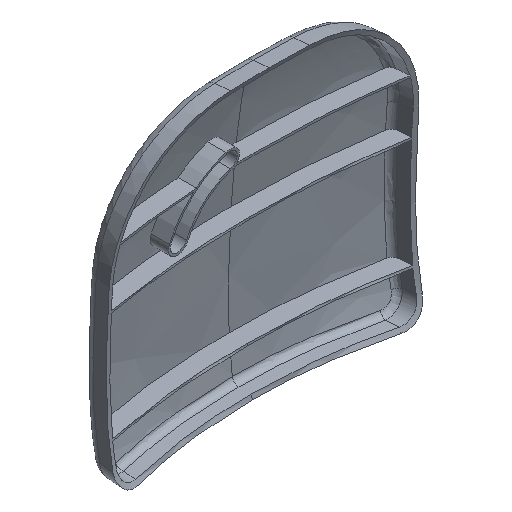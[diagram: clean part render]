
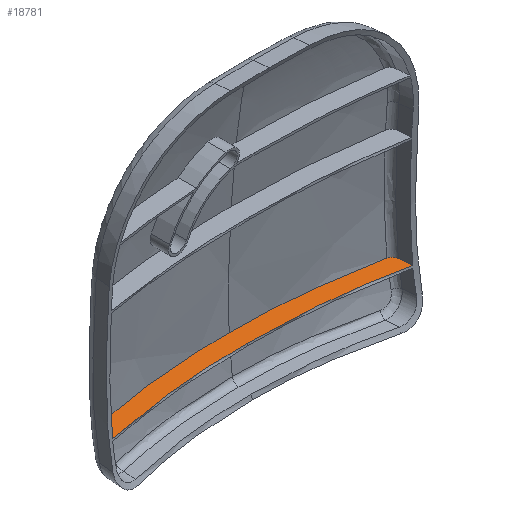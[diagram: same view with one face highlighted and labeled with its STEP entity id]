
A CAD part, isometric view. The second image highlights one B-rep face of the part: STEP entity #18781.
In plain terms, the highlighted planar face has unit normal (0, 0, 1).
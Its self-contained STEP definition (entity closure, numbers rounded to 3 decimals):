
#7419=CARTESIAN_POINT('POINT35',(63.44,
   164.273,-44.5));
#7420=VERTEX_POINT('VERTEX35',#7419);
#7445=CARTESIAN_POINT('POINT37',(65.833,
   161.58,-44.5));
#7446=VERTEX_POINT('VERTEX37',#7445);
#7447=B_SPLINE_CURVE_WITH_KNOTS('SPLINE_CRV46',3,(#7448,#7449,#7450,
   #7451,#7452,#7453,#7454,#7455,#7456,#7457,#7458,#7459),.UNSPECIFIED.,
   .F.,.F.,(4,1,1,1,1,1,1,1,1,4),(0.,0.108,
   0.219,0.33,0.444,
   0.559,0.673,0.782,
   0.892,1.),.UNSPECIFIED.);
#7448=CARTESIAN_POINT('',(63.44,164.273,
   -44.5));
#7449=CARTESIAN_POINT('',(63.577,164.245,
   -44.5));
#7450=CARTESIAN_POINT('',(63.848,164.17,
   -44.5));
#7451=CARTESIAN_POINT('',(64.238,164.,
   -44.5));
#7452=CARTESIAN_POINT('',(64.607,163.771,
   -44.5));
#7453=CARTESIAN_POINT('',(64.943,163.488,
   -44.5));
#7454=CARTESIAN_POINT('',(65.237,163.155,
   -44.5));
#7455=CARTESIAN_POINT('',(65.474,162.789,
   -44.5));
#7456=CARTESIAN_POINT('',(65.655,162.4,
   -44.5));
#7457=CARTESIAN_POINT('',(65.777,161.996,
   -44.5));
#7458=CARTESIAN_POINT('',(65.821,161.719,
   -44.499));
#7459=CARTESIAN_POINT('',(65.833,161.58,
   -44.5));
#7460=EDGE_CURVE('EDGE46',#7446,#7420,#7447,.F.);
#7905=CARTESIAN_POINT('POINT39',(0.003,
   170.547,-44.5));
#7906=VERTEX_POINT('VERTEX39',#7905);
#7907=(BOUNDED_CURVE() B_SPLINE_CURVE(3,(#7908,#7909,#7910,#7911,#7912,
   #7913),.UNSPECIFIED.,.F.,.F.) B_SPLINE_CURVE_WITH_KNOTS((4,1,1,4),(
   0.,0.332,0.665,1.),
   .UNSPECIFIED.) CURVE() GEOMETRIC_REPRESENTATION_ITEM() 
   RATIONAL_B_SPLINE_CURVE((1.,1.,1.,1.,1.
   ,1.)) REPRESENTATION_ITEM('SPLINE_CRV49'));
#7908=CARTESIAN_POINT('',(63.44,164.273,
   -44.5));
#7909=CARTESIAN_POINT('',(56.6,165.667,
   -44.5));
#7910=CARTESIAN_POINT('',(42.785,167.993,
   -44.5));
#7911=CARTESIAN_POINT('',(21.766,170.078,
   -44.5));
#7912=CARTESIAN_POINT('',(7.33,170.546,
   -44.5));
#7913=CARTESIAN_POINT('',(0.008,170.547,
   -44.5));
#7914=EDGE_CURVE('EDGE49',#7420,#7906,#7907,.T.);
#8150=CARTESIAN_POINT('POINT43',(-63.44,
   164.273,-44.5));
#8151=VERTEX_POINT('VERTEX43',#8150);
#8174=CARTESIAN_POINT('POINT44',(-13.572,
   170.275,-44.5));
#8175=VERTEX_POINT('VERTEX44',#8174);
#8176=(BOUNDED_CURVE() B_SPLINE_CURVE(3,(#8177,#8178,#8179,#8180,#8181,
   #8182),.UNSPECIFIED.,.F.,.F.) B_SPLINE_CURVE_WITH_KNOTS((4,1,1,4),(
   0.,0.334,0.667,1.),
   .UNSPECIFIED.) CURVE() GEOMETRIC_REPRESENTATION_ITEM() 
   RATIONAL_B_SPLINE_CURVE((1.,1.,1.,1.,1.
   ,1.)) REPRESENTATION_ITEM('SPLINE_CRV54'));
#8177=CARTESIAN_POINT('',(-13.572,170.275,
   -44.5));
#8178=CARTESIAN_POINT('',(-19.264,170.045,
   -44.5));
#8179=CARTESIAN_POINT('',(-30.534,169.293,
   -44.5));
#8180=CARTESIAN_POINT('',(-47.075,167.3,
   -44.5));
#8181=CARTESIAN_POINT('',(-58.008,165.38,
   -44.5));
#8182=CARTESIAN_POINT('',(-63.44,164.273,
   -44.5));
#8183=EDGE_CURVE('EDGE54',#8175,#8151,#8176,.T.);
#8185=(BOUNDED_CURVE() B_SPLINE_CURVE(3,(#8186,#8187,#8188,#8189,#8190,
   #8191),.UNSPECIFIED.,.F.,.F.) B_SPLINE_CURVE_WITH_KNOTS((4,1,1,4),(
   0.,0.333,0.666,1.),
   .UNSPECIFIED.) CURVE() GEOMETRIC_REPRESENTATION_ITEM() 
   RATIONAL_B_SPLINE_CURVE((1.,1.,1.,1.,1.
   ,1.)) REPRESENTATION_ITEM('SPLINE_CRV55'));
#8186=CARTESIAN_POINT('',(-13.572,170.275,
   -44.5));
#8187=CARTESIAN_POINT('',(-12.079,170.335,
   -44.5));
#8188=CARTESIAN_POINT('',(-9.08,170.436,
   -44.5));
#8189=CARTESIAN_POINT('',(-4.553,170.527,
   -44.5));
#8190=CARTESIAN_POINT('',(-1.516,170.547,
   -44.5));
#8191=CARTESIAN_POINT('',(0.008,170.547,
   -44.5));
#8192=EDGE_CURVE('EDGE55',#8175,#7906,#8185,.T.);
#8402=CARTESIAN_POINT('POINT46',(-65.833,
   161.58,-44.5));
#8403=VERTEX_POINT('VERTEX46',#8402);
#8426=B_SPLINE_CURVE_WITH_KNOTS('SPLINE_CRV58',3,(#8427,#8428,#8429,
   #8430,#8431,#8432,#8433,#8434,#8435,#8436,#8437,#8438),.UNSPECIFIED.,
   .F.,.F.,(4,1,1,1,1,1,1,1,1,4),(0.,0.111,
   0.222,0.334,0.448,
   0.563,0.678,0.786,
   0.894,1.),.UNSPECIFIED.);
#8427=CARTESIAN_POINT('',(-65.833,161.58,
   -44.5));
#8428=CARTESIAN_POINT('',(-65.821,161.722,
   -44.499));
#8429=CARTESIAN_POINT('',(-65.776,162.006,
   -44.5));
#8430=CARTESIAN_POINT('',(-65.649,162.417,
   -44.5));
#8431=CARTESIAN_POINT('',(-65.462,162.811,
   -44.5));
#8432=CARTESIAN_POINT('',(-65.22,163.177,
   -44.5));
#8433=CARTESIAN_POINT('',(-64.923,163.507,
   -44.5));
#8434=CARTESIAN_POINT('',(-64.586,163.785,
   -44.5));
#8435=CARTESIAN_POINT('',(-64.221,164.008,
   -44.5));
#8436=CARTESIAN_POINT('',(-63.84,164.173,
   -44.5));
#8437=CARTESIAN_POINT('',(-63.574,164.246,
   -44.5));
#8438=CARTESIAN_POINT('',(-63.44,164.273,
   -44.5));
#8439=EDGE_CURVE('EDGE58',#8151,#8403,#8426,.F.);
#14672=CARTESIAN_POINT('POINT95',(-66.346,
   155.724,-44.5));
#14673=VERTEX_POINT('VERTEX95',#14672);
#14674=CARTESIAN_POINT('POS35',(-65.833,
   161.58,-44.5));
#14675=DIRECTION('DIR55',(-0.087,-0.996,
   0.));
#14676=VECTOR('VEC15',#14675,1.);
#14677=LINE('STRAIGHT15',#14674,#14676);
#14678=EDGE_CURVE('EDGE134',#8403,#14673,#14677,.T.);
#18740=CARTESIAN_POINT('POINT117',(0.,
   162.549,-44.5));
#18741=VERTEX_POINT('VERTEX117',#18740);
#18742=CARTESIAN_POINT('POINT118',(66.346,
   155.724,-44.5));
#18743=VERTEX_POINT('VERTEX118',#18742);
#18744=(BOUNDED_CURVE() B_SPLINE_CURVE(3,(#18745,#18746,#18747,#18748,
   #18749,#18750),.UNSPECIFIED.,.F.,.F.) B_SPLINE_CURVE_WITH_KNOTS((4,1,
   1,4),(0.,0.335,0.668,1.),
   .UNSPECIFIED.) CURVE() GEOMETRIC_REPRESENTATION_ITEM() 
   RATIONAL_B_SPLINE_CURVE((1.,1.,1.,1.,1.
   ,1.)) REPRESENTATION_ITEM('SPLINE_CRV140'));
#18745=CARTESIAN_POINT('',(0.,162.549,
   -44.5));
#18746=CARTESIAN_POINT('',(7.582,162.553,
   -44.5));
#18747=CARTESIAN_POINT('',(22.596,162.051,
   -44.5));
#18748=CARTESIAN_POINT('',(44.779,159.769,
   -44.5));
#18749=CARTESIAN_POINT('',(59.212,157.239,
   -44.5));
#18750=CARTESIAN_POINT('',(66.346,155.724,
   -44.5));
#18751=EDGE_CURVE('EDGE170',#18741,#18743,#18744,.T.);
#18752=ORIENTED_EDGE('COEDGE266',*,*,#18751,.T.);
#18753=CARTESIAN_POINT('POS49',(65.833,
   161.58,-44.5));
#18754=DIRECTION('DIR76',(0.087,-0.996,
   0.));
#18755=VECTOR('VEC22',#18754,1.);
#18756=LINE('STRAIGHT22',#18753,#18755);
#18757=EDGE_CURVE('EDGE171',#7446,#18743,#18756,.T.);
#18758=ORIENTED_EDGE('COEDGE267',*,*,#18757,.F.);
#18759=ORIENTED_EDGE('COEDGE268',*,*,#7460,.T.);
#18760=ORIENTED_EDGE('COEDGE269',*,*,#7914,.T.);
#18761=ORIENTED_EDGE('COEDGE270',*,*,#8192,.F.);
#18762=ORIENTED_EDGE('COEDGE271',*,*,#8183,.T.);
#18763=ORIENTED_EDGE('COEDGE272',*,*,#8439,.T.);
#18764=ORIENTED_EDGE('COEDGE273',*,*,#14678,.T.);
#18765=(BOUNDED_CURVE() B_SPLINE_CURVE(3,(#18766,#18767,#18768,#18769,
   #18770,#18771),.UNSPECIFIED.,.F.,.F.) B_SPLINE_CURVE_WITH_KNOTS((4,1,
   1,4),(0.,0.332,0.665,1.),
   .UNSPECIFIED.) CURVE() GEOMETRIC_REPRESENTATION_ITEM() 
   RATIONAL_B_SPLINE_CURVE((1.,1.,1.,1.,1.
   ,1.)) REPRESENTATION_ITEM('SPLINE_CRV141'));
#18766=CARTESIAN_POINT('',(-66.346,155.724,
   -44.5));
#18767=CARTESIAN_POINT('',(-59.213,157.239,
   -44.5));
#18768=CARTESIAN_POINT('',(-44.779,159.769,
   -44.5));
#18769=CARTESIAN_POINT('',(-22.596,162.051,
   -44.5));
#18770=CARTESIAN_POINT('',(-7.582,162.553,
   -44.5));
#18771=CARTESIAN_POINT('',(0.,162.549,
   -44.5));
#18772=EDGE_CURVE('EDGE172',#14673,#18741,#18765,.T.);
#18773=ORIENTED_EDGE('COEDGE274',*,*,#18772,.T.);
#18774=EDGE_LOOP('NONE',(#18752,#18758,#18759,#18760,#18761,#18762,
   #18763,#18764,#18773));
#18775=FACE_BOUND('LOOP1',#18774,.T.);
#18776=CARTESIAN_POINT('POS50',(-207.564,
   170.275,-44.5));
#18777=DIRECTION('DIR77',(0.,0.,1.));
#18778=DIRECTION('DIR78',(1.,0.,0.));
#18779=AXIS2_PLACEMENT_3D('AXIS28',#18776,#18777,#18778);
#18780=PLANE('PLANE6',#18779);
#18781=ADVANCED_FACE('FACE59',(#18775),#18780,.T.);
